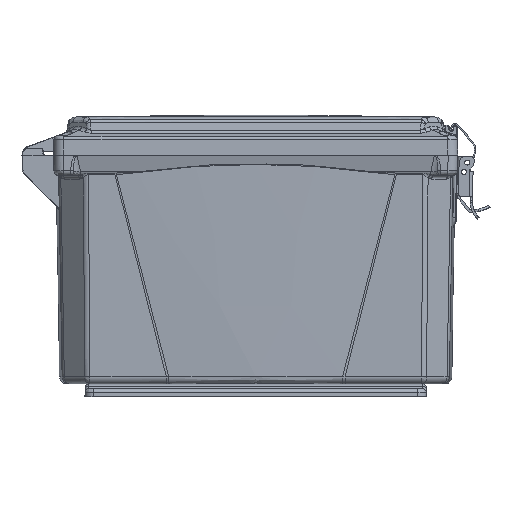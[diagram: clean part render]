
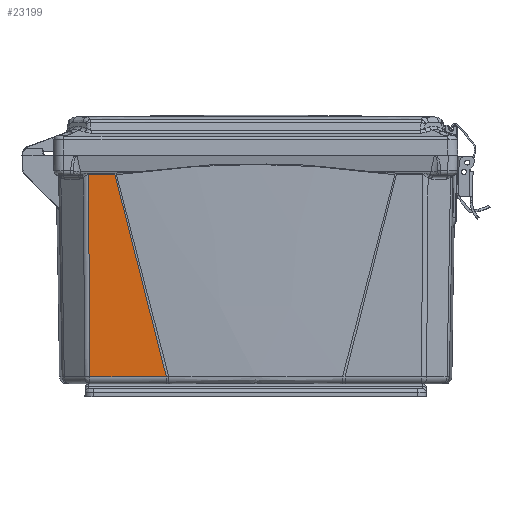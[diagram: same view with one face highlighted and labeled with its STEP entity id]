
A CAD part, front view. The second image highlights one B-rep face of the part: STEP entity #23199.
In plain terms, the highlighted face is planar.
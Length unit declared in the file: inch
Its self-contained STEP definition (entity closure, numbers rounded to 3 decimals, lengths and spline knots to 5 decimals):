
#1581 = CARTESIAN_POINT ( 'NONE',  ( -0.50592, -6.13617, 5.68956 ) ) ;
#2351 = LINE ( 'NONE', #1581, #18395 ) ;
#10342 = VERTEX_POINT ( 'NONE', #88448 ) ;
#16990 = CARTESIAN_POINT ( 'NONE',  ( -0.50592, -6.13617, 3.67049 ) ) ;
#18395 = VECTOR ( 'NONE', #85589, 39.37008 ) ;
#20296 = PLANE ( 'NONE',  #51525 ) ;
#23149 = ORIENTED_EDGE ( 'NONE', *, *, #42669, .T. ) ;
#23199 = ADVANCED_FACE ( 'NONE', ( #138098 ), #20296, .T. ) ;
#27118 = VECTOR ( 'NONE', #77068, 39.37008 ) ;
#29049 = VERTEX_POINT ( 'NONE', #31993 ) ;
#30573 = LINE ( 'NONE', #78453, #150078 ) ;
#30661 = ORIENTED_EDGE ( 'NONE', *, *, #84170, .T. ) ;
#31993 = CARTESIAN_POINT ( 'NONE',  ( -5.77332, -6.04423, 4.32143 ) ) ;
#32846 = CARTESIAN_POINT ( 'NONE',  ( -0.50592, -6.13617, 3.67049 ) ) ;
#34391 = CARTESIAN_POINT ( 'NONE',  ( -2.65399, -6.09867, 3.12211 ) ) ;
#38781 = EDGE_LOOP ( 'NONE', ( #45646, #30661, #23149, #49510 ) ) ;
#42669 = EDGE_CURVE ( 'NONE', #10342, #29049, #100637, .T. ) ;
#45646 = ORIENTED_EDGE ( 'NONE', *, *, #58021, .T. ) ;
#46177 = CARTESIAN_POINT ( 'NONE',  ( -5.77332, -6.04423, 2.3301 ) ) ;
#49510 = ORIENTED_EDGE ( 'NONE', *, *, #138225, .F. ) ;
#51525 = AXIS2_PLACEMENT_3D ( 'NONE', #77619, #113776, #152193 ) ;
#51932 = B_SPLINE_CURVE_WITH_KNOTS ( 'NONE', 3,
 ( #46177, #70498, #34391, #32846 ),
 .UNSPECIFIED., .F., .F.,
 ( 4, 4 ),
 ( 0., 1. ),
 .UNSPECIFIED. ) ;
#52745 = CARTESIAN_POINT ( 'NONE',  ( -0.50592, -6.13617, 4.35952 ) ) ;
#58021 = EDGE_CURVE ( 'NONE', #67155, #94579, #51932, .T. ) ;
#67155 = VERTEX_POINT ( 'NONE', #111568 ) ;
#70498 = CARTESIAN_POINT ( 'NONE',  ( -4.40979, -6.06803, 2.67531 ) ) ;
#77068 = DIRECTION ( 'NONE',  ( -1., 0.017, -0.007 ) ) ;
#77619 = CARTESIAN_POINT ( 'NONE',  ( 0., -6.145, 5.68956 ) ) ;
#78453 = CARTESIAN_POINT ( 'NONE',  ( -5.77332, -6.04423, 16.31901 ) ) ;
#84170 = EDGE_CURVE ( 'NONE', #94579, #10342, #2351, .T. ) ;
#85589 = DIRECTION ( 'NONE',  ( 0., 0., 1. ) ) ;
#88448 = CARTESIAN_POINT ( 'NONE',  ( -0.50592, -6.13617, 4.35952 ) ) ;
#94579 = VERTEX_POINT ( 'NONE', #16990 ) ;
#100637 = LINE ( 'NONE', #52745, #27118 ) ;
#111568 = CARTESIAN_POINT ( 'NONE',  ( -5.77332, -6.04423, 2.3301 ) ) ;
#113776 = DIRECTION ( 'NONE',  ( -0.017, -1., 0. ) ) ;
#125614 = DIRECTION ( 'NONE',  ( 0., 0., 1. ) ) ;
#138098 = FACE_OUTER_BOUND ( 'NONE', #38781, .T. ) ;
#138225 = EDGE_CURVE ( 'NONE', #67155, #29049, #30573, .T. ) ;
#150078 = VECTOR ( 'NONE', #125614, 39.37008 ) ;
#152193 = DIRECTION ( 'NONE',  ( 1., -0.017, 0. ) ) ;
